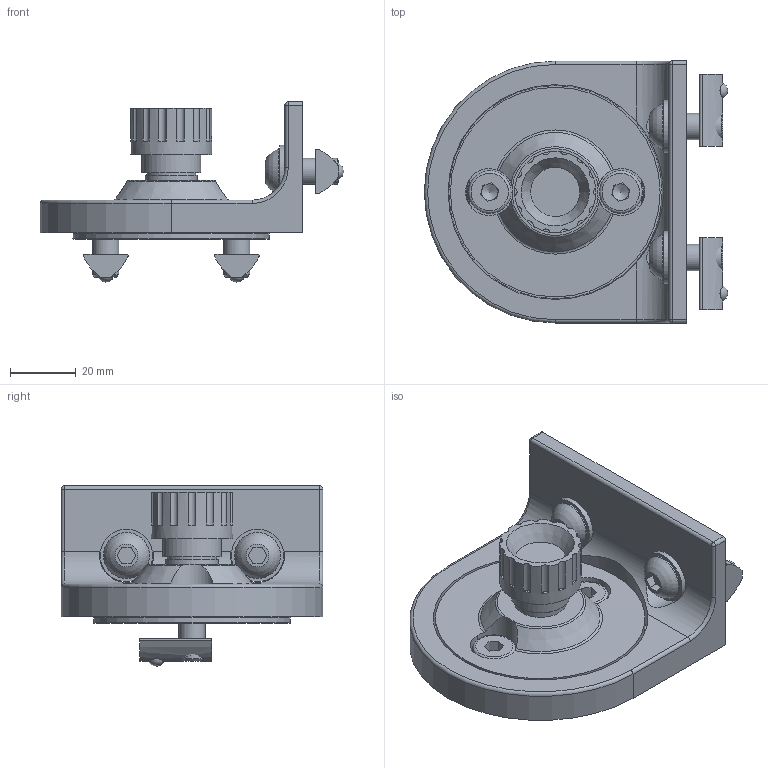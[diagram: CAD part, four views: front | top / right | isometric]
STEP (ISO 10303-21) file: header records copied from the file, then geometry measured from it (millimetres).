
FILE_DESCRIPTION(/* description */ ('STEP AP214'),/* implementation_level */ '2;1');
FILE_NAME(/* name */ '1025202.stp',/* time_stamp */ '2024-05-01T16:36:26+02:00',/* author */ ('b.steehouwer'),/* organization */ ('CADENAS'),/* preprocessor_version */ 'ST-DEVELOPER v18.1',/* originating_system */ 'Autodesk Inventor 2021',/* authorisation */ ' ');
FILE_SCHEMA (('AUTOMOTIVE_DESIGN { 1 0 10303 214 3 1 1 }'));
Length unit declared in the file: millimetre
Products named in the file (12): 1025202; 1025202-1; 1025202-2; 1025202-3; 1025202-4; 1025202-5; 1025202-6; 1025202-7; 1025202-8; 1025202-9; 1025202-10; 1025202-11
Assembly tree (11 placements, depth 2):
  1025202
    1025202-1
    1025202-2
    1025202-3
    1025202-4
    1025202-5
    1025202-6
    1025202-7
    1025202-8
    1025202-9
    1025202-10
    1025202-11
Bounding box: 92.59 x 79.93 x 55.03 mm (x, y, z)
Volume: 92217.8 mm3; surface area: 42934.7 mm2
Topology: 11 solids, 15 shells, 300 faces, 734 edges, 469 vertices
Faces by surface type: plane 141, cylinder 78, cone 52, torus 17, sphere 12
Full cylindrical faces by diameter (mm): 5.05 x8, 7.2 x4, 8 x5, 8.4 x2, 8.467 x2, 13 x2, 14 x2, 15 x1, 16 x3, 18 x1, 24.8 x1
Entity records: 9703 total; most frequent: CARTESIAN_POINT 1990, DIRECTION 1652, ORIENTED_EDGE 1444, EDGE_CURVE 722, AXIS2_PLACEMENT_3D 662, VERTEX_POINT 469, EDGE_LOOP 341, CIRCLE 339
